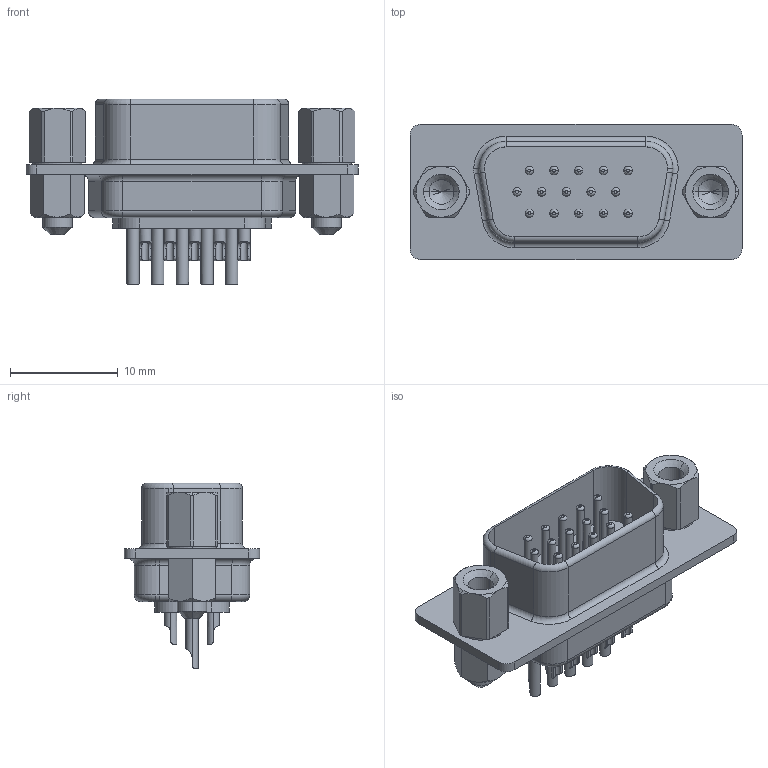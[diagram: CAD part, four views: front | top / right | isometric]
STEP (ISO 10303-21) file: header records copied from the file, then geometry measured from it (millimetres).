
FILE_DESCRIPTION (( 'STEP AP214' ), '1' );
FILE_NAME ('K86X-EA-15P-KJ_rA1.STEP', '2012-08-20T16:13:37', ( 'Daniel' ), ( 'Microsoft' ), 'SwSTEP 2.0', 'SolidWorks 2012', '' );
FILE_SCHEMA (( 'AUTOMOTIVE_DESIGN' ));
Length unit declared in the file: millimetre
Products named in the file (1): K86X-EA-15P-KJ_rA1
Bounding box: 30.81 x 12.55 x 17.25 mm (x, y, z)
Volume: 1721.4 mm3; surface area: 2474.6 mm2
Topology: 1 solids, 3 shells, 427 faces, 964 edges, 580 vertices
Faces by surface type: cylinder 205, plane 134, torus 54, cone 34
Entity records: 13939 total; most frequent: CARTESIAN_POINT 3218, DIRECTION 2088, ORIENTED_EDGE 1920, EDGE_CURVE 960, AXIS2_PLACEMENT_3D 826, VERTEX_POINT 580, EDGE_LOOP 472, VECTOR 436
